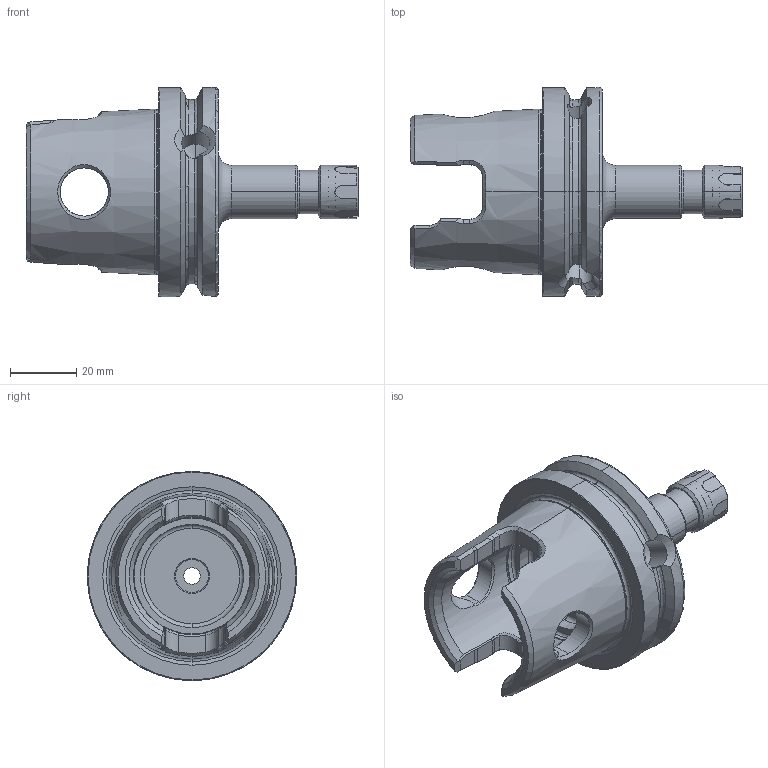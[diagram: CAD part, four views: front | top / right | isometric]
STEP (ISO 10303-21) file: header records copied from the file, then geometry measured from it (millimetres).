
FILE_DESCRIPTION (( 'STEP AP203' ), '1' );
FILE_NAME ('KY6.E11.K01.060.STEP', '2018-02-16T13:41:59', ( 'SWIAdmin' ), ( 'Hewlett-Packard Company' ), 'SwSTEP 2.0', 'SolidWorks 2017', '' );
FILE_SCHEMA (( 'CONFIG_CONTROL_DESIGN' ));
Length unit declared in the file: millimetre
Products named in the file (3): KY6-E11.K01.060_B; E11-ER1.001.012; KY6.E11.K01.060
Assembly tree (2 placements, depth 2):
  KY6.E11.K01.060
    KY6-E11.K01.060_B
    E11-ER1.001.012
Bounding box: 99.95 x 62.95 x 62.95 mm (x, y, z)
Volume: 83914.7 mm3; surface area: 23744.9 mm2
Topology: 2 solids, 2 shells, 273 faces, 694 edges, 427 vertices
Faces by surface type: plane 68, cylinder 63, cone 58, bspline 50, torus 34
Entity records: 11097 total; most frequent: CARTESIAN_POINT 4807, ORIENTED_EDGE 1376, DIRECTION 1068, EDGE_CURVE 688, AXIS2_PLACEMENT_3D 440, VERTEX_POINT 427, EDGE_LOOP 289, B_SPLINE_CURVE_WITH_KNOTS 282
